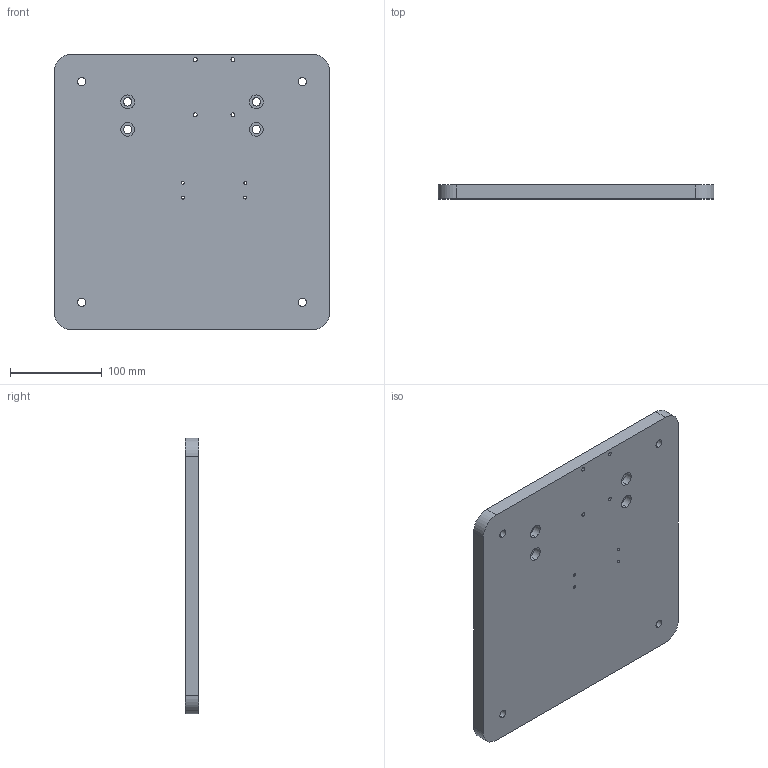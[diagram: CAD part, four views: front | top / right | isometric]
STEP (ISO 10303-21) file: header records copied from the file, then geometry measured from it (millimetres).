
FILE_DESCRIPTION (( 'STEP AP214' ), '1' );
FILE_NAME ('FRA262v4-Base Plate.STEP', '2025-03-04T21:10:05', ( '' ), ( '' ), 'SwSTEP 2.0', 'SolidWorks 2024', '' );
FILE_SCHEMA (( 'AUTOMOTIVE_DESIGN' ));
Length unit declared in the file: millimetre
Products named in the file (1): FRA262v4-Base Plate
Bounding box: 300 x 15 x 300 mm (x, y, z)
Volume: 1331620.8 mm3; surface area: 201227.1 mm2
Topology: 1 solids, 1 shells, 78 faces, 192 edges, 128 vertices
Faces by surface type: cylinder 60, plane 18
Entity records: 2463 total; most frequent: DIRECTION 470, CARTESIAN_POINT 399, ORIENTED_EDGE 384, AXIS2_PLACEMENT_3D 199, EDGE_CURVE 192, VERTEX_POINT 128, EDGE_LOOP 122, CIRCLE 120
